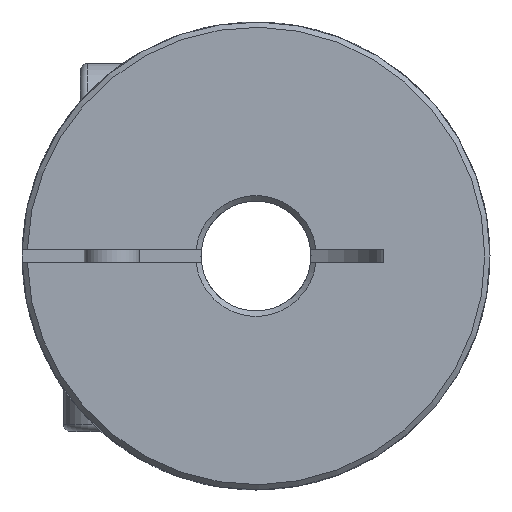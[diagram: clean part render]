
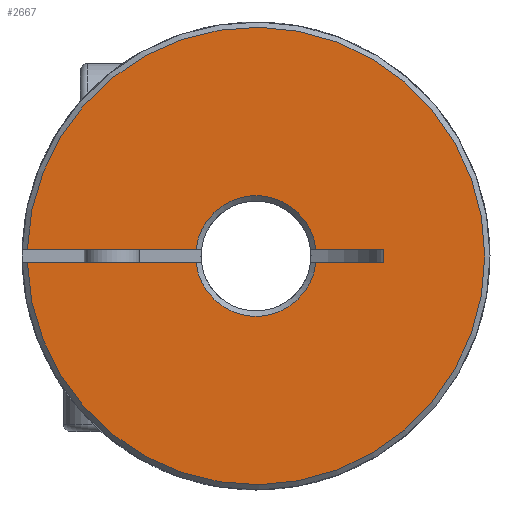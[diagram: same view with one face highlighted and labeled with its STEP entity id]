
A CAD part, left-side view. The second image highlights one B-rep face of the part: STEP entity #2667.
In plain terms, the highlighted planar face has unit normal (-1, 0, 0).
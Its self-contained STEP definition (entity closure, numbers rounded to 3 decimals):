
#154 = AXIS2_PLACEMENT_3D ( 'NONE', #1220, #1230, #1231 ) ;
#1092 = FACE_OUTER_BOUND ( 'NONE', #1800, .T. ) ;
#1220 = CARTESIAN_POINT ( 'NONE',  ( -15.55, 0., 0. ) ) ;
#1227 = PLANE ( 'NONE',  #154 ) ;
#1230 = DIRECTION ( 'NONE',  ( -1., 0., 0. ) ) ;
#1231 = DIRECTION ( 'NONE',  ( 0., -1., 0. ) ) ;
#1435 = EDGE_CURVE ( 'NONE', #1667, #1672, #2981, .T. ) ;
#1438 = EDGE_CURVE ( 'NONE', #1670, #1661, #1709, .T. ) ;
#1441 = EDGE_CURVE ( 'NONE', #1669, #1668, #2986, .T. ) ;
#1442 = EDGE_CURVE ( 'NONE', #1669, #1662, #2985, .T. ) ;
#1476 = EDGE_CURVE ( 'NONE', #1661, #1662, #3700, .T. ) ;
#1502 = CARTESIAN_POINT ( 'NONE',  ( -15.55, -9.229, -0.5 ) ) ;
#1504 = DIRECTION ( 'NONE',  ( 0., 0., 1. ) ) ;
#1507 = DIRECTION ( 'NONE',  ( 0., 1., 0. ) ) ;
#1546 = EDGE_CURVE ( 'NONE', #1671, #1670, #3716, .T. ) ;
#1548 = EDGE_CURVE ( 'NONE', #1667, #1668, #3702, .T. ) ;
#1550 = EDGE_CURVE ( 'NONE', #1671, #1672, #3714, .T. ) ;
#1577 = DIRECTION ( 'NONE',  ( 0., -1., 0. ) ) ;
#1578 = CARTESIAN_POINT ( 'NONE',  ( -15.55, -9.229, -13.531 ) ) ;
#1584 = CARTESIAN_POINT ( 'NONE',  ( -15.55, 0., -0.5 ) ) ;
#1585 = DIRECTION ( 'NONE',  ( 0., -1., 0. ) ) ;
#1586 = DIRECTION ( 'NONE',  ( -1., 0., 0. ) ) ;
#1588 = CARTESIAN_POINT ( 'NONE',  ( -15.55, 0., 0. ) ) ;
#1661 = VERTEX_POINT ( 'NONE', #3182 ) ;
#1662 = VERTEX_POINT ( 'NONE', #3183 ) ;
#1667 = VERTEX_POINT ( 'NONE', #3188 ) ;
#1668 = VERTEX_POINT ( 'NONE', #3189 ) ;
#1669 = VERTEX_POINT ( 'NONE', #3190 ) ;
#1670 = VERTEX_POINT ( 'NONE', #3191 ) ;
#1671 = VERTEX_POINT ( 'NONE', #3192 ) ;
#1672 = VERTEX_POINT ( 'NONE', #3193 ) ;
#1699 = VECTOR ( 'NONE', #1577, 1000. ) ;
#1709 = LINE ( 'NONE', #1584, #1699 ) ;
#1800 = EDGE_LOOP ( 'NONE', ( #2734, #2735, #2736, #2737, #2738, #2739, #2740, #2741 ) ) ;
#2203 = AXIS2_PLACEMENT_3D ( 'NONE', #1588, #1586, #1585 ) ;
#2233 = AXIS2_PLACEMENT_3D ( 'NONE', #3100, #3101, #3102 ) ;
#2239 = AXIS2_PLACEMENT_3D ( 'NONE', #3123, #3125, #3128 ) ;
#2667 = ADVANCED_FACE ( 'NONE', ( #1092 ), #1227, .T. ) ;
#2734 = ORIENTED_EDGE ( 'NONE', *, *, #1548, .T. ) ;
#2735 = ORIENTED_EDGE ( 'NONE', *, *, #1441, .F. ) ;
#2736 = ORIENTED_EDGE ( 'NONE', *, *, #1442, .T. ) ;
#2737 = ORIENTED_EDGE ( 'NONE', *, *, #1476, .F. ) ;
#2738 = ORIENTED_EDGE ( 'NONE', *, *, #1438, .F. ) ;
#2739 = ORIENTED_EDGE ( 'NONE', *, *, #1546, .F. ) ;
#2740 = ORIENTED_EDGE ( 'NONE', *, *, #1550, .T. ) ;
#2741 = ORIENTED_EDGE ( 'NONE', *, *, #1435, .F. ) ;
#2980 = VECTOR ( 'NONE', #1504, 1000. ) ;
#2981 = CIRCLE ( 'NONE', #2203, 4.381 ) ;
#2985 = LINE ( 'NONE', #1502, #2988 ) ;
#2986 = LINE ( 'NONE', #1578, #2980 ) ;
#2988 = VECTOR ( 'NONE', #1507, 1000. ) ;
#3100 = CARTESIAN_POINT ( 'NONE',  ( -15.55, 0., 0. ) ) ;
#3101 = DIRECTION ( 'NONE',  ( -1., 0., 0. ) ) ;
#3102 = DIRECTION ( 'NONE',  ( 0., -1., 0. ) ) ;
#3123 = CARTESIAN_POINT ( 'NONE',  ( -15.55, 0., 0. ) ) ;
#3125 = DIRECTION ( 'NONE',  ( 1., 0., 0. ) ) ;
#3128 = DIRECTION ( 'NONE',  ( 0., -1., 0. ) ) ;
#3132 = CARTESIAN_POINT ( 'NONE',  ( -15.55, -9.229, 0.5 ) ) ;
#3133 = DIRECTION ( 'NONE',  ( 0., -1., 0. ) ) ;
#3138 = CARTESIAN_POINT ( 'NONE',  ( -15.55, 0., 0.5 ) ) ;
#3139 = DIRECTION ( 'NONE',  ( 0., -1., 0. ) ) ;
#3182 = CARTESIAN_POINT ( 'NONE',  ( -15.55, 4.352, -0.5 ) ) ;
#3183 = CARTESIAN_POINT ( 'NONE',  ( -15.55, -4.352, -0.5 ) ) ;
#3188 = CARTESIAN_POINT ( 'NONE',  ( -15.55, -4.352, 0.5 ) ) ;
#3189 = CARTESIAN_POINT ( 'NONE',  ( -15.55, -9.229, 0.5 ) ) ;
#3190 = CARTESIAN_POINT ( 'NONE',  ( -15.55, -9.229, -0.5 ) ) ;
#3191 = CARTESIAN_POINT ( 'NONE',  ( -15.55, 16.611, -0.5 ) ) ;
#3192 = CARTESIAN_POINT ( 'NONE',  ( -15.55, 16.611, 0.5 ) ) ;
#3193 = CARTESIAN_POINT ( 'NONE',  ( -15.55, 4.352, 0.5 ) ) ;
#3700 = CIRCLE ( 'NONE', #2233, 4.381 ) ;
#3702 = LINE ( 'NONE', #3132, #3715 ) ;
#3714 = LINE ( 'NONE', #3138, #3717 ) ;
#3715 = VECTOR ( 'NONE', #3133, 1000. ) ;
#3716 = CIRCLE ( 'NONE', #2239, 16.619 ) ;
#3717 = VECTOR ( 'NONE', #3139, 1000. ) ;
